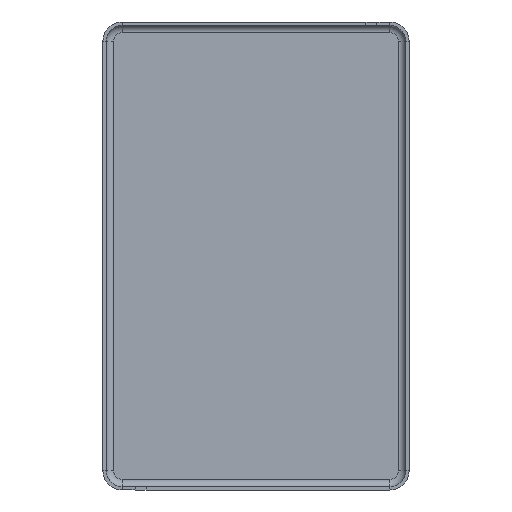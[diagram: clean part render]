
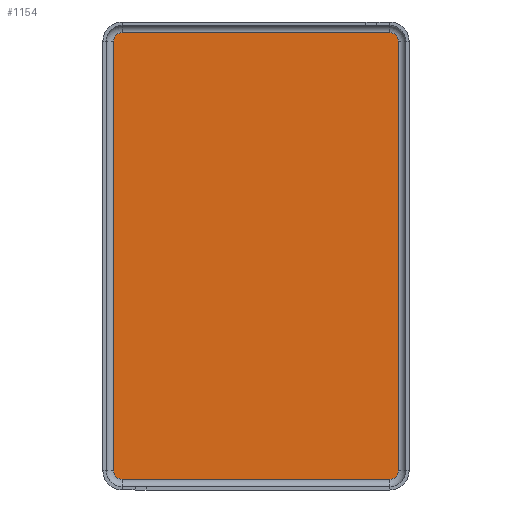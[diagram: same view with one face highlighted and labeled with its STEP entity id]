
A CAD part, front view. The second image highlights one B-rep face of the part: STEP entity #1154.
In plain terms, the highlighted planar face has unit normal (0, -1, 0).
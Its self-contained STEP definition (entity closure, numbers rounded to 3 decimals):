
#38 = CARTESIAN_POINT ( 'NONE',  ( 12.4, -0.3, 19.9 ) ) ;
#62 = ORIENTED_EDGE ( 'NONE', *, *, #1012, .F. ) ;
#72 = AXIS2_PLACEMENT_3D ( 'NONE', #556, #781, #208 ) ;
#108 = LINE ( 'NONE', #926, #466 ) ;
#112 = EDGE_CURVE ( 'NONE', #1413, #504, #1317, .T. ) ;
#120 = CARTESIAN_POINT ( 'NONE',  ( 12.4, -0.3, 19.9 ) ) ;
#152 = EDGE_LOOP ( 'NONE', ( #62, #807, #946, #608, #1328, #1305, #1366, #196 ) ) ;
#173 = CIRCLE ( 'NONE', #1183, 0.8 ) ;
#196 = ORIENTED_EDGE ( 'NONE', *, *, #773, .F. ) ;
#207 = CARTESIAN_POINT ( 'NONE',  ( -12.4, -0.3, 20.7 ) ) ;
#208 = DIRECTION ( 'NONE',  ( 0., 0., 1. ) ) ;
#235 = CARTESIAN_POINT ( 'NONE',  ( 12.4, -0.3, -20.7 ) ) ;
#239 = EDGE_CURVE ( 'NONE', #982, #908, #108, .T. ) ;
#253 = DIRECTION ( 'NONE',  ( 0., 0., 1. ) ) ;
#300 = AXIS2_PLACEMENT_3D ( 'NONE', #338, #432, #546 ) ;
#329 = AXIS2_PLACEMENT_3D ( 'NONE', #784, #777, #564 ) ;
#335 = CARTESIAN_POINT ( 'NONE',  ( 13.2, -0.3, 19.9 ) ) ;
#338 = CARTESIAN_POINT ( 'NONE',  ( -12.4, -0.3, 19.9 ) ) ;
#354 = VERTEX_POINT ( 'NONE', #1180 ) ;
#357 = FACE_OUTER_BOUND ( 'NONE', #152, .T. ) ;
#363 = CARTESIAN_POINT ( 'NONE',  ( 12.4, -0.3, 20.7 ) ) ;
#379 = CIRCLE ( 'NONE', #72, 0.8 ) ;
#432 = DIRECTION ( 'NONE',  ( 0., 1., 0. ) ) ;
#466 = VECTOR ( 'NONE', #253, 1000. ) ;
#467 = PLANE ( 'NONE',  #651 ) ;
#473 = DIRECTION ( 'NONE',  ( 0., -1., 0. ) ) ;
#504 = VERTEX_POINT ( 'NONE', #643 ) ;
#530 = VECTOR ( 'NONE', #1248, 1000. ) ;
#538 = VERTEX_POINT ( 'NONE', #1197 ) ;
#546 = DIRECTION ( 'NONE',  ( 0., 0., 1. ) ) ;
#547 = CIRCLE ( 'NONE', #329, 0.8 ) ;
#556 = CARTESIAN_POINT ( 'NONE',  ( -12.4, -0.3, -19.9 ) ) ;
#564 = DIRECTION ( 'NONE',  ( 0., 0., 1. ) ) ;
#572 = EDGE_CURVE ( 'NONE', #504, #982, #379, .T. ) ;
#608 = ORIENTED_EDGE ( 'NONE', *, *, #239, .F. ) ;
#638 = EDGE_CURVE ( 'NONE', #908, #538, #715, .T. ) ;
#643 = CARTESIAN_POINT ( 'NONE',  ( -12.4, -0.3, -20.7 ) ) ;
#644 = CARTESIAN_POINT ( 'NONE',  ( -13.2, -0.3, -19.9 ) ) ;
#651 = AXIS2_PLACEMENT_3D ( 'NONE', #38, #473, #1363 ) ;
#677 = DIRECTION ( 'NONE',  ( 0., 0., 1. ) ) ;
#715 = CIRCLE ( 'NONE', #300, 0.8 ) ;
#732 = VECTOR ( 'NONE', #1083, 1000. ) ;
#751 = CARTESIAN_POINT ( 'NONE',  ( -13.2, -0.3, 19.9 ) ) ;
#773 = EDGE_CURVE ( 'NONE', #1064, #354, #816, .T. ) ;
#777 = DIRECTION ( 'NONE',  ( 0., 1., 0. ) ) ;
#781 = DIRECTION ( 'NONE',  ( 0., 1., 0. ) ) ;
#784 = CARTESIAN_POINT ( 'NONE',  ( 12.4, -0.3, -19.9 ) ) ;
#807 = ORIENTED_EDGE ( 'NONE', *, *, #872, .F. ) ;
#816 = LINE ( 'NONE', #1294, #1039 ) ;
#853 = DIRECTION ( 'NONE',  ( 0., 0., -1. ) ) ;
#872 = EDGE_CURVE ( 'NONE', #538, #1241, #1335, .T. ) ;
#908 = VERTEX_POINT ( 'NONE', #751 ) ;
#926 = CARTESIAN_POINT ( 'NONE',  ( -13.2, -0.3, -19.9 ) ) ;
#946 = ORIENTED_EDGE ( 'NONE', *, *, #638, .F. ) ;
#982 = VERTEX_POINT ( 'NONE', #644 ) ;
#1012 = EDGE_CURVE ( 'NONE', #1241, #1064, #173, .T. ) ;
#1039 = VECTOR ( 'NONE', #853, 1000. ) ;
#1064 = VERTEX_POINT ( 'NONE', #335 ) ;
#1078 = EDGE_CURVE ( 'NONE', #354, #1413, #547, .T. ) ;
#1083 = DIRECTION ( 'NONE',  ( 1., 0., 0. ) ) ;
#1117 = CARTESIAN_POINT ( 'NONE',  ( 12.4, -0.3, -20.7 ) ) ;
#1154 = ADVANCED_FACE ( 'NONE', ( #357 ), #467, .T. ) ;
#1180 = CARTESIAN_POINT ( 'NONE',  ( 13.2, -0.3, -19.9 ) ) ;
#1183 = AXIS2_PLACEMENT_3D ( 'NONE', #120, #1331, #677 ) ;
#1197 = CARTESIAN_POINT ( 'NONE',  ( -12.4, -0.3, 20.7 ) ) ;
#1241 = VERTEX_POINT ( 'NONE', #363 ) ;
#1248 = DIRECTION ( 'NONE',  ( -1., 0., 0. ) ) ;
#1294 = CARTESIAN_POINT ( 'NONE',  ( 13.2, -0.3, 19.9 ) ) ;
#1305 = ORIENTED_EDGE ( 'NONE', *, *, #112, .F. ) ;
#1317 = LINE ( 'NONE', #235, #530 ) ;
#1328 = ORIENTED_EDGE ( 'NONE', *, *, #572, .F. ) ;
#1331 = DIRECTION ( 'NONE',  ( 0., 1., 0. ) ) ;
#1335 = LINE ( 'NONE', #207, #732 ) ;
#1363 = DIRECTION ( 'NONE',  ( 0., 0., -1. ) ) ;
#1366 = ORIENTED_EDGE ( 'NONE', *, *, #1078, .F. ) ;
#1413 = VERTEX_POINT ( 'NONE', #1117 ) ;
